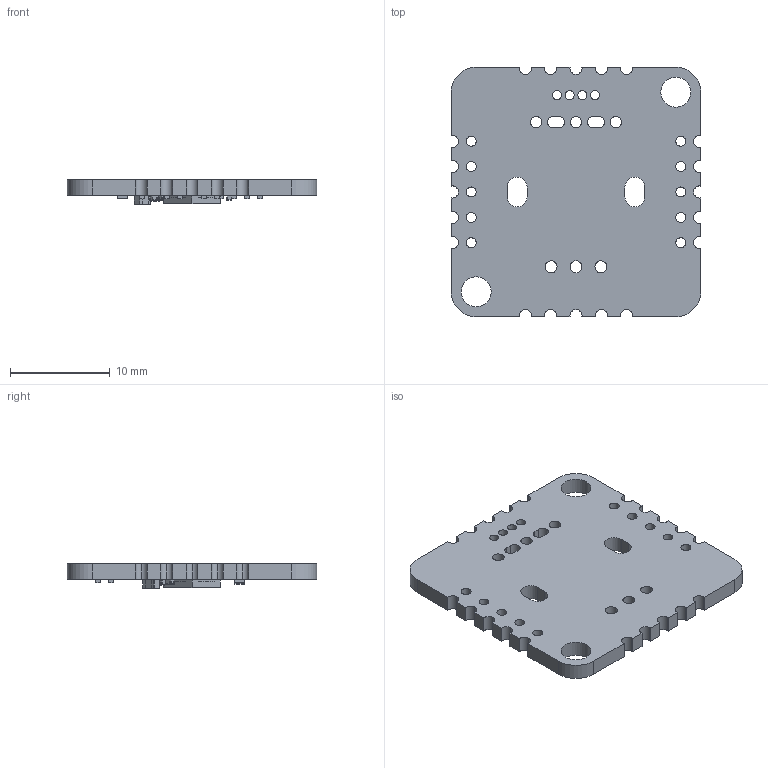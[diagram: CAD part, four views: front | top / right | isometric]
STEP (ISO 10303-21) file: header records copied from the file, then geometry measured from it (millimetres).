
FILE_DESCRIPTION(('Open CASCADE Model'),'2;1');
FILE_NAME('Open CASCADE Shape Model','2024-10-18T13:10:03',('Author'),( 'Open CASCADE'),'Open CASCADE STEP processor 7.5','Open CASCADE 7.5' ,'Unknown');
FILE_SCHEMA(('AUTOMOTIVE_DESIGN { 1 0 10303 214 1 1 1 1 }'));
Length unit declared in the file: millimetre
Products named in the file (28): PCB; Board; Open CASCADE STEP translator 7.5 25.1.1; R2; User Library-R_0402; R1; L1; User Library-V0402HD; User Library-V0402HD_K_X_F6rper_1; User Library-V0402HD_Anschl_X_FCsse_1; U1; User Library-QFN20_4x4x0_8; R11; R10; R9; R8; R4; R3; C4; User Library-Capacitor 0402; C3; C1; User Library-CAPC1608X09; C2; R12; R5; R6; R7
Assembly tree (40 placements, depth 4):
  PCB
    Board
      Open CASCADE STEP translator 7.5 25.1.1
    R2
      User Library-R_0402
    R1
      User Library-R_0402
    L1
      User Library-V0402HD
        User Library-V0402HD_K_X_F6rper_1
        User Library-V0402HD_Anschl_X_FCsse_1
    U1
      User Library-QFN20_4x4x0_8
    R11
      User Library-R_0402
    R10
      User Library-R_0402
    R9
      User Library-R_0402
    R8
      User Library-R_0402
    R4
      User Library-R_0402
    R3
      User Library-R_0402
    C4
      User Library-Capacitor 0402
    C3
      User Library-Capacitor 0402
    C1
      User Library-CAPC1608X09
    C2
      User Library-Capacitor 0402
    R12
      User Library-R_0402
    R5
      User Library-R_0402
    R6
      User Library-R_0402
    R7
      User Library-R_0402
Bounding box: 25 x 25 x 2.5 mm (x, y, z)
Volume: 913.3 mm3; surface area: 1592.3 mm2
Topology: 53 solids, 56 shells, 1660 faces, 4158 edges, 2636 vertices
Faces by surface type: plane 1023, bspline 384, cylinder 205, sphere 48
Full cylindrical faces by diameter (mm): 0.9 x4, 1 x10, 1.15 x3, 1.2 x3, 3 x2
Entity records: 20725 total; most frequent: CARTESIAN_POINT 5008, ORIENTED_EDGE 2596, DIRECTION 2500, EDGE_CURVE 1298, LINE 916, VECTOR 916, VERTEX_POINT 820, AXIS2_PLACEMENT_3D 792
